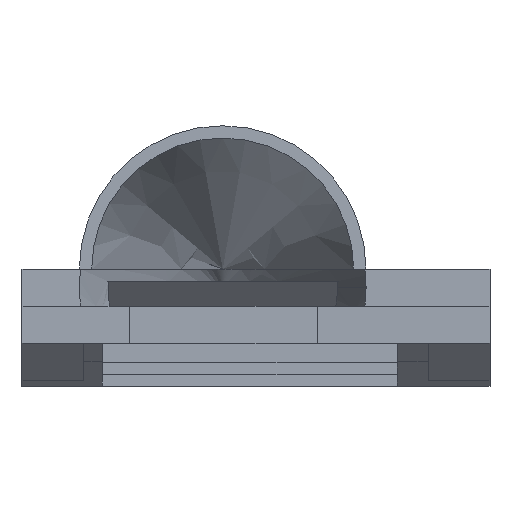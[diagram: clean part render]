
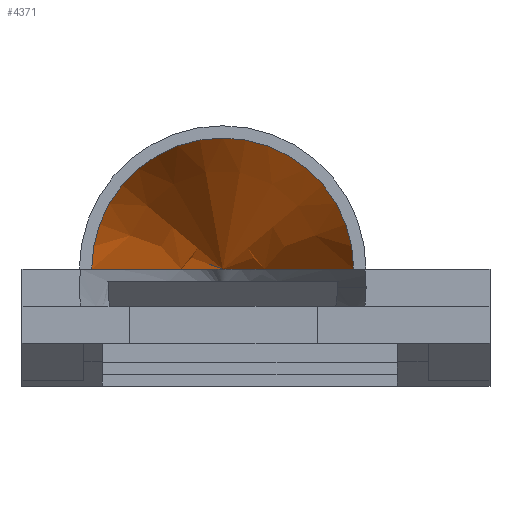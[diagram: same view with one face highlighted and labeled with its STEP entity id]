
A CAD part, front view. The second image highlights one B-rep face of the part: STEP entity #4371.
In plain terms, the highlighted conical face has half-angle 23.016 degrees and reference radius 0 mm.
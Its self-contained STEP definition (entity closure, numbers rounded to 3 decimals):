
#1212 = VERTEX_POINT('',#1213);
#1213 = CARTESIAN_POINT('',(-2.7,-4.892,6.));
#1401 = PLANE('',#1402);
#1402 = AXIS2_PLACEMENT_3D('',#1403,#1404,#1405);
#1403 = CARTESIAN_POINT('',(-2.7,-29.892,6.));
#1404 = DIRECTION('',(0.,-1.,0.));
#1405 = DIRECTION('',(1.,0.,0.));
#2658 = VERTEX_POINT('',#2659);
#2659 = CARTESIAN_POINT('',(-13.32,-29.892,6.));
#2673 = PLANE('',#2674);
#2674 = AXIS2_PLACEMENT_3D('',#2675,#2676,#2677);
#2675 = CARTESIAN_POINT('',(-2.7,-4.892,6.));
#2676 = DIRECTION('',(0.,0.,1.));
#2677 = DIRECTION('',(-1.,0.,0.));
#2685 = EDGE_CURVE('',#2686,#2658,#2688,.T.);
#2686 = VERTEX_POINT('',#2687);
#2687 = CARTESIAN_POINT('',(7.92,-29.892,6.));
#2688 = SURFACE_CURVE('',#2689,(#2694,#2701),.PCURVE_S1.);
#2689 = CIRCLE('',#2690,10.62);
#2690 = AXIS2_PLACEMENT_3D('',#2691,#2692,#2693);
#2691 = CARTESIAN_POINT('',(-2.7,-29.892,6.));
#2692 = DIRECTION('',(0.,-1.,0.));
#2693 = DIRECTION('',(1.,0.,0.));
#2694 = PCURVE('',#1401,#2695);
#2695 = DEFINITIONAL_REPRESENTATION('',(#2696),#2700);
#2696 = CIRCLE('',#2697,10.62);
#2697 = AXIS2_PLACEMENT_2D('',#2698,#2699);
#2698 = CARTESIAN_POINT('',(0.,0.));
#2699 = DIRECTION('',(1.,0.));
#2700 = ( GEOMETRIC_REPRESENTATION_CONTEXT(2) 
PARAMETRIC_REPRESENTATION_CONTEXT() REPRESENTATION_CONTEXT('2D SPACE',''
  ) );
#2701 = PCURVE('',#2702,#2707);
#2702 = CONICAL_SURFACE('',#2703,0.,0.402);
#2703 = AXIS2_PLACEMENT_3D('',#2704,#2705,#2706);
#2704 = CARTESIAN_POINT('',(-2.7,-4.892,6.));
#2705 = DIRECTION('',(0.,-1.,0.));
#2706 = DIRECTION('',(1.,0.,0.));
#2707 = DEFINITIONAL_REPRESENTATION('',(#2708),#2712);
#2708 = LINE('',#2709,#2710);
#2709 = CARTESIAN_POINT('',(0.,25.));
#2710 = VECTOR('',#2711,1.);
#2711 = DIRECTION('',(1.,0.));
#2712 = ( GEOMETRIC_REPRESENTATION_CONTEXT(2) 
PARAMETRIC_REPRESENTATION_CONTEXT() REPRESENTATION_CONTEXT('2D SPACE',''
  ) );
#2728 = PLANE('',#2729);
#2729 = AXIS2_PLACEMENT_3D('',#2730,#2731,#2732);
#2730 = CARTESIAN_POINT('',(-2.7,-4.892,6.));
#2731 = DIRECTION('',(0.,0.,-1.));
#2732 = DIRECTION('',(1.,0.,0.));
#2871 = VERTEX_POINT('',#2872);
#2872 = CARTESIAN_POINT('',(-6.078,-12.844,6.));
#2979 = PLANE('',#2980);
#2980 = AXIS2_PLACEMENT_3D('',#2981,#2982,#2983);
#2981 = CARTESIAN_POINT('',(-2.7,-4.892,6.));
#2982 = DIRECTION('',(0.,0.,1.));
#2983 = DIRECTION('',(-1.,0.,0.));
#2992 = VERTEX_POINT('',#2993);
#2993 = CARTESIAN_POINT('',(0.678,-12.844,6.));
#3042 = PLANE('',#3043);
#3043 = AXIS2_PLACEMENT_3D('',#3044,#3045,#3046);
#3044 = CARTESIAN_POINT('',(-2.7,-4.892,6.));
#3045 = DIRECTION('',(0.,0.,-1.));
#3046 = DIRECTION('',(1.,0.,0.));
#4349 = EDGE_CURVE('',#2992,#2686,#4350,.T.);
#4350 = SURFACE_CURVE('',#4351,(#4355,#4362),.PCURVE_S1.);
#4351 = LINE('',#4352,#4353);
#4352 = CARTESIAN_POINT('',(-2.7,-4.892,6.));
#4353 = VECTOR('',#4354,1.);
#4354 = DIRECTION('',(0.391,-0.92,0.));
#4355 = PCURVE('',#2728,#4356);
#4356 = DEFINITIONAL_REPRESENTATION('',(#4357),#4361);
#4357 = LINE('',#4358,#4359);
#4358 = CARTESIAN_POINT('',(0.,0.));
#4359 = VECTOR('',#4360,1.);
#4360 = DIRECTION('',(0.391,0.92));
#4361 = ( GEOMETRIC_REPRESENTATION_CONTEXT(2) 
PARAMETRIC_REPRESENTATION_CONTEXT() REPRESENTATION_CONTEXT('2D SPACE',''
  ) );
#4362 = PCURVE('',#2702,#4363);
#4363 = DEFINITIONAL_REPRESENTATION('',(#4364),#4368);
#4364 = LINE('',#4365,#4366);
#4365 = CARTESIAN_POINT('',(0.,-0.));
#4366 = VECTOR('',#4367,1.);
#4367 = DIRECTION('',(0.,1.));
#4368 = ( GEOMETRIC_REPRESENTATION_CONTEXT(2) 
PARAMETRIC_REPRESENTATION_CONTEXT() REPRESENTATION_CONTEXT('2D SPACE',''
  ) );
#4371 = ADVANCED_FACE('',(#4372),#2702,.F.);
#4372 = FACE_BOUND('',#4373,.F.);
#4373 = EDGE_LOOP('',(#4374,#4375,#4376,#4397,#4418));
#4374 = ORIENTED_EDGE('',*,*,#2685,.F.);
#4375 = ORIENTED_EDGE('',*,*,#4349,.F.);
#4376 = ORIENTED_EDGE('',*,*,#4377,.F.);
#4377 = EDGE_CURVE('',#1212,#2992,#4378,.T.);
#4378 = SURFACE_CURVE('',#4379,(#4383,#4390),.PCURVE_S1.);
#4379 = LINE('',#4380,#4381);
#4380 = CARTESIAN_POINT('',(-2.7,-4.892,6.));
#4381 = VECTOR('',#4382,1.);
#4382 = DIRECTION('',(0.391,-0.92,0.));
#4383 = PCURVE('',#2702,#4384);
#4384 = DEFINITIONAL_REPRESENTATION('',(#4385),#4389);
#4385 = LINE('',#4386,#4387);
#4386 = CARTESIAN_POINT('',(0.,-0.));
#4387 = VECTOR('',#4388,1.);
#4388 = DIRECTION('',(0.,1.));
#4389 = ( GEOMETRIC_REPRESENTATION_CONTEXT(2) 
PARAMETRIC_REPRESENTATION_CONTEXT() REPRESENTATION_CONTEXT('2D SPACE',''
  ) );
#4390 = PCURVE('',#3042,#4391);
#4391 = DEFINITIONAL_REPRESENTATION('',(#4392),#4396);
#4392 = LINE('',#4393,#4394);
#4393 = CARTESIAN_POINT('',(0.,0.));
#4394 = VECTOR('',#4395,1.);
#4395 = DIRECTION('',(0.391,0.92));
#4396 = ( GEOMETRIC_REPRESENTATION_CONTEXT(2) 
PARAMETRIC_REPRESENTATION_CONTEXT() REPRESENTATION_CONTEXT('2D SPACE',''
  ) );
#4397 = ORIENTED_EDGE('',*,*,#4398,.T.);
#4398 = EDGE_CURVE('',#1212,#2871,#4399,.T.);
#4399 = SURFACE_CURVE('',#4400,(#4404,#4411),.PCURVE_S1.);
#4400 = LINE('',#4401,#4402);
#4401 = CARTESIAN_POINT('',(-2.7,-4.892,6.));
#4402 = VECTOR('',#4403,1.);
#4403 = DIRECTION('',(-0.391,-0.92,0.));
#4404 = PCURVE('',#2702,#4405);
#4405 = DEFINITIONAL_REPRESENTATION('',(#4406),#4410);
#4406 = LINE('',#4407,#4408);
#4407 = CARTESIAN_POINT('',(3.142,-0.));
#4408 = VECTOR('',#4409,1.);
#4409 = DIRECTION('',(0.,1.));
#4410 = ( GEOMETRIC_REPRESENTATION_CONTEXT(2) 
PARAMETRIC_REPRESENTATION_CONTEXT() REPRESENTATION_CONTEXT('2D SPACE',''
  ) );
#4411 = PCURVE('',#2979,#4412);
#4412 = DEFINITIONAL_REPRESENTATION('',(#4413),#4417);
#4413 = LINE('',#4414,#4415);
#4414 = CARTESIAN_POINT('',(0.,0.));
#4415 = VECTOR('',#4416,1.);
#4416 = DIRECTION('',(0.391,0.92));
#4417 = ( GEOMETRIC_REPRESENTATION_CONTEXT(2) 
PARAMETRIC_REPRESENTATION_CONTEXT() REPRESENTATION_CONTEXT('2D SPACE',''
  ) );
#4418 = ORIENTED_EDGE('',*,*,#4419,.T.);
#4419 = EDGE_CURVE('',#2871,#2658,#4420,.T.);
#4420 = SURFACE_CURVE('',#4421,(#4425,#4432),.PCURVE_S1.);
#4421 = LINE('',#4422,#4423);
#4422 = CARTESIAN_POINT('',(-2.7,-4.892,6.));
#4423 = VECTOR('',#4424,1.);
#4424 = DIRECTION('',(-0.391,-0.92,0.));
#4425 = PCURVE('',#2702,#4426);
#4426 = DEFINITIONAL_REPRESENTATION('',(#4427),#4431);
#4427 = LINE('',#4428,#4429);
#4428 = CARTESIAN_POINT('',(3.142,-0.));
#4429 = VECTOR('',#4430,1.);
#4430 = DIRECTION('',(0.,1.));
#4431 = ( GEOMETRIC_REPRESENTATION_CONTEXT(2) 
PARAMETRIC_REPRESENTATION_CONTEXT() REPRESENTATION_CONTEXT('2D SPACE',''
  ) );
#4432 = PCURVE('',#2673,#4433);
#4433 = DEFINITIONAL_REPRESENTATION('',(#4434),#4438);
#4434 = LINE('',#4435,#4436);
#4435 = CARTESIAN_POINT('',(0.,0.));
#4436 = VECTOR('',#4437,1.);
#4437 = DIRECTION('',(0.391,0.92));
#4438 = ( GEOMETRIC_REPRESENTATION_CONTEXT(2) 
PARAMETRIC_REPRESENTATION_CONTEXT() REPRESENTATION_CONTEXT('2D SPACE',''
  ) );
